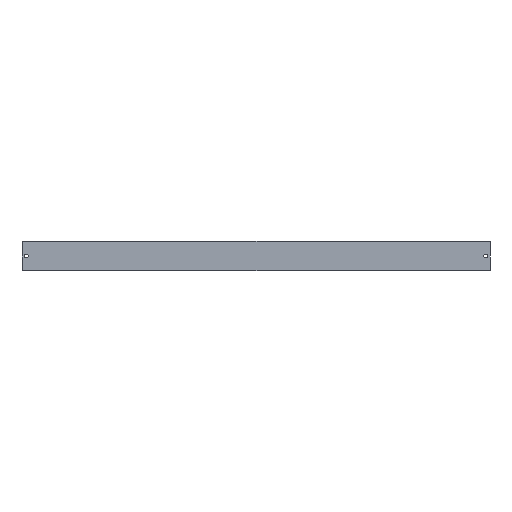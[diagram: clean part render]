
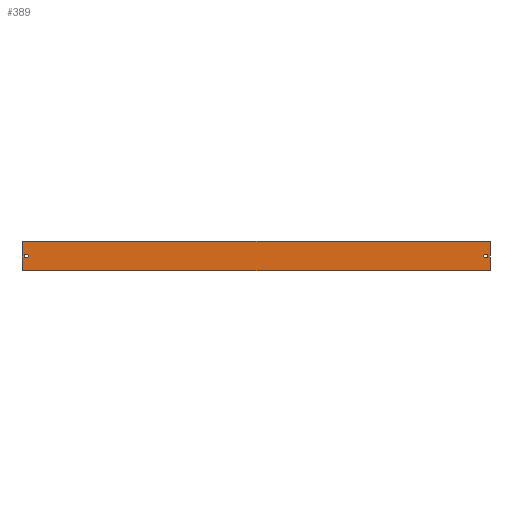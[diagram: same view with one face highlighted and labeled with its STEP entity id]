
A CAD part, top view. The second image highlights one B-rep face of the part: STEP entity #389.
In plain terms, the highlighted planar face has unit normal (0, 0, 1).
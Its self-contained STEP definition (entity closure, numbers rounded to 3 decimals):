
#3 = VERTEX_POINT ( 'NONE', #28 ) ;
#4 = VERTEX_POINT ( 'NONE', #9 ) ;
#6 = VERTEX_POINT ( 'NONE', #46 ) ;
#8 = VERTEX_POINT ( 'NONE', #288 ) ;
#9 = CARTESIAN_POINT ( 'NONE',  ( 156., -10., 0.762 ) ) ;
#11 = VERTEX_POINT ( 'NONE', #372 ) ;
#13 = VERTEX_POINT ( 'NONE', #62 ) ;
#15 = VERTEX_POINT ( 'NONE', #63 ) ;
#17 = VERTEX_POINT ( 'NONE', #47 ) ;
#18 = VERTEX_POINT ( 'NONE', #54 ) ;
#20 = VERTEX_POINT ( 'NONE', #38 ) ;
#21 = VERTEX_POINT ( 'NONE', #67 ) ;
#27 = VERTEX_POINT ( 'NONE', #29 ) ;
#28 = CARTESIAN_POINT ( 'NONE',  ( 154.8, 0., 0.762 ) ) ;
#29 = CARTESIAN_POINT ( 'NONE',  ( -156., 10., 0.762 ) ) ;
#38 = CARTESIAN_POINT ( 'NONE',  ( -152.2, 0., 0.762 ) ) ;
#46 = CARTESIAN_POINT ( 'NONE',  ( 156.5, 9.5, 0.762 ) ) ;
#47 = CARTESIAN_POINT ( 'NONE',  ( -156., -10., 0.762 ) ) ;
#49 = DIRECTION ( 'NONE',  ( 0., 0., 1. ) ) ;
#54 = CARTESIAN_POINT ( 'NONE',  ( 152.2, 0., 0.762 ) ) ;
#59 = CARTESIAN_POINT ( 'NONE',  ( 153.5, 0., 0.762 ) ) ;
#60 = DIRECTION ( 'NONE',  ( 1., 0., 0. ) ) ;
#62 = CARTESIAN_POINT ( 'NONE',  ( 156.5, -9.5, 0.762 ) ) ;
#63 = CARTESIAN_POINT ( 'NONE',  ( -156.5, 9.5, 0.762 ) ) ;
#67 = CARTESIAN_POINT ( 'NONE',  ( -154.8, 0., 0.762 ) ) ;
#71 = CARTESIAN_POINT ( 'NONE',  ( 153.5, 0., 0.762 ) ) ;
#73 = LINE ( 'NONE', #82, #474 ) ;
#74 = LINE ( 'NONE', #81, #443 ) ;
#75 = PLANE ( 'NONE',  #473 ) ;
#76 = FACE_BOUND ( 'NONE', #338, .T. ) ;
#77 = DIRECTION ( 'NONE',  ( 0., 0., 1. ) ) ;
#78 = CARTESIAN_POINT ( 'NONE',  ( 9.75, 156.25, 0.762 ) ) ;
#79 = DIRECTION ( 'NONE',  ( 1., 0., 0. ) ) ;
#81 = CARTESIAN_POINT ( 'NONE',  ( -156.25, -9.75, 0.762 ) ) ;
#82 = CARTESIAN_POINT ( 'NONE',  ( -156.5, -10., 0.762 ) ) ;
#85 = CARTESIAN_POINT ( 'NONE',  ( -153.5, 0., 0.762 ) ) ;
#86 = FACE_BOUND ( 'NONE', #365, .T. ) ;
#88 = DIRECTION ( 'NONE',  ( 1., 0., 0. ) ) ;
#90 = DIRECTION ( 'NONE',  ( 0.707, -0.707, 0. ) ) ;
#97 = DIRECTION ( 'NONE',  ( 0., 0., 1. ) ) ;
#98 = DIRECTION ( 'NONE',  ( -0.707, 0.707, 0. ) ) ;
#100 = DIRECTION ( 'NONE',  ( 1., 0., 0. ) ) ;
#103 = FACE_OUTER_BOUND ( 'NONE', #358, .T. ) ;
#104 = CARTESIAN_POINT ( 'NONE',  ( -156.5, -10., 0.762 ) ) ;
#106 = DIRECTION ( 'NONE',  ( 1., 0., 0. ) ) ;
#107 = LINE ( 'NONE', #78, #446 ) ;
#109 = DIRECTION ( 'NONE',  ( 0., 0., 1. ) ) ;
#116 = LINE ( 'NONE', #127, #508 ) ;
#121 = DIRECTION ( 'NONE',  ( 0., 0., 1. ) ) ;
#122 = LINE ( 'NONE', #145, #457 ) ;
#126 = DIRECTION ( 'NONE',  ( 0., -1., 0. ) ) ;
#127 = CARTESIAN_POINT ( 'NONE',  ( -156.5, 10., 0.762 ) ) ;
#129 = DIRECTION ( 'NONE',  ( 1., 0., 0. ) ) ;
#134 = DIRECTION ( 'NONE',  ( 0.707, 0.707, 0. ) ) ;
#136 = CARTESIAN_POINT ( 'NONE',  ( -166.25, -0.25, 0.762 ) ) ;
#137 = LINE ( 'NONE', #136, #444 ) ;
#145 = CARTESIAN_POINT ( 'NONE',  ( -0.25, -166.25, 0.762 ) ) ;
#147 = DIRECTION ( 'NONE',  ( -0.707, -0.707, 0. ) ) ;
#154 = CARTESIAN_POINT ( 'NONE',  ( -153.5, 0., 0.762 ) ) ;
#166 = LINE ( 'NONE', #234, #498 ) ;
#191 = DIRECTION ( 'NONE',  ( -1., 0., 0. ) ) ;
#196 = CARTESIAN_POINT ( 'NONE',  ( -156.5, 10., 0.762 ) ) ;
#206 = LINE ( 'NONE', #196, #481 ) ;
#223 = DIRECTION ( 'NONE',  ( 0., 1., 0. ) ) ;
#234 = CARTESIAN_POINT ( 'NONE',  ( 156.5, 10., 0.762 ) ) ;
#288 = CARTESIAN_POINT ( 'NONE',  ( -156.5, -9.5, 0.762 ) ) ;
#292 = ORIENTED_EDGE ( 'NONE', *, *, #391, .T. ) ;
#293 = ORIENTED_EDGE ( 'NONE', *, *, #411, .T. ) ;
#296 = ORIENTED_EDGE ( 'NONE', *, *, #395, .T. ) ;
#307 = ORIENTED_EDGE ( 'NONE', *, *, #390, .F. ) ;
#310 = ORIENTED_EDGE ( 'NONE', *, *, #422, .T. ) ;
#321 = ORIENTED_EDGE ( 'NONE', *, *, #404, .T. ) ;
#322 = ORIENTED_EDGE ( 'NONE', *, *, #382, .F. ) ;
#326 = ORIENTED_EDGE ( 'NONE', *, *, #398, .T. ) ;
#338 = EDGE_LOOP ( 'NONE', ( #307, #322 ) ) ;
#340 = ORIENTED_EDGE ( 'NONE', *, *, #408, .T. ) ;
#346 = ORIENTED_EDGE ( 'NONE', *, *, #393, .T. ) ;
#347 = ORIENTED_EDGE ( 'NONE', *, *, #397, .F. ) ;
#348 = ORIENTED_EDGE ( 'NONE', *, *, #387, .F. ) ;
#358 = EDGE_LOOP ( 'NONE', ( #310, #292, #293, #326, #340, #296, #346, #321 ) ) ;
#365 = EDGE_LOOP ( 'NONE', ( #348, #347 ) ) ;
#372 = CARTESIAN_POINT ( 'NONE',  ( 156., 10., 0.762 ) ) ;
#382 = EDGE_CURVE ( 'NONE', #18, #3, #466, .T. ) ;
#387 = EDGE_CURVE ( 'NONE', #20, #21, #467, .T. ) ;
#389 = ADVANCED_FACE ( 'NONE', ( #86, #76, #103 ), #75, .T. ) ;
#390 = EDGE_CURVE ( 'NONE', #3, #18, #451, .T. ) ;
#391 = EDGE_CURVE ( 'NONE', #6, #11, #107, .T. ) ;
#393 = EDGE_CURVE ( 'NONE', #17, #4, #73, .T. ) ;
#395 = EDGE_CURVE ( 'NONE', #8, #17, #74, .T. ) ;
#397 = EDGE_CURVE ( 'NONE', #21, #20, #455, .T. ) ;
#398 = EDGE_CURVE ( 'NONE', #27, #15, #137, .T. ) ;
#404 = EDGE_CURVE ( 'NONE', #4, #13, #122, .T. ) ;
#408 = EDGE_CURVE ( 'NONE', #15, #8, #116, .T. ) ;
#411 = EDGE_CURVE ( 'NONE', #11, #27, #206, .T. ) ;
#422 = EDGE_CURVE ( 'NONE', #13, #6, #166, .T. ) ;
#440 = AXIS2_PLACEMENT_3D ( 'NONE', #71, #77, #106 ) ;
#443 = VECTOR ( 'NONE', #90, 1000. ) ;
#444 = VECTOR ( 'NONE', #147, 1000. ) ;
#445 = AXIS2_PLACEMENT_3D ( 'NONE', #154, #121, #129 ) ;
#446 = VECTOR ( 'NONE', #98, 1000. ) ;
#450 = AXIS2_PLACEMENT_3D ( 'NONE', #59, #49, #60 ) ;
#451 = CIRCLE ( 'NONE', #440, 1.3 ) ;
#455 = CIRCLE ( 'NONE', #445, 1.3 ) ;
#457 = VECTOR ( 'NONE', #134, 1000. ) ;
#465 = AXIS2_PLACEMENT_3D ( 'NONE', #85, #97, #100 ) ;
#466 = CIRCLE ( 'NONE', #450, 1.3 ) ;
#467 = CIRCLE ( 'NONE', #465, 1.3 ) ;
#473 = AXIS2_PLACEMENT_3D ( 'NONE', #104, #109, #88 ) ;
#474 = VECTOR ( 'NONE', #79, 1000. ) ;
#481 = VECTOR ( 'NONE', #191, 1000. ) ;
#498 = VECTOR ( 'NONE', #223, 1000. ) ;
#508 = VECTOR ( 'NONE', #126, 1000. ) ;
